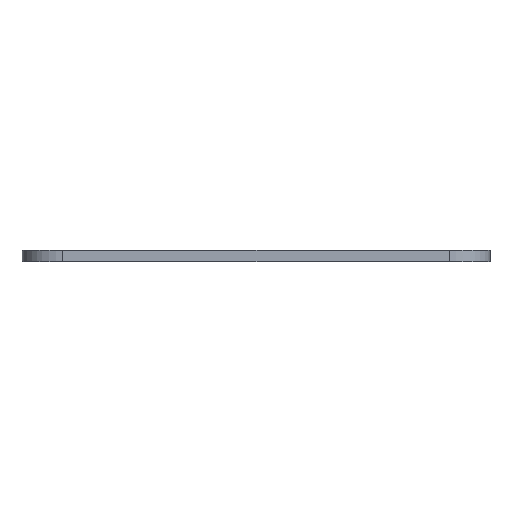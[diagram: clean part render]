
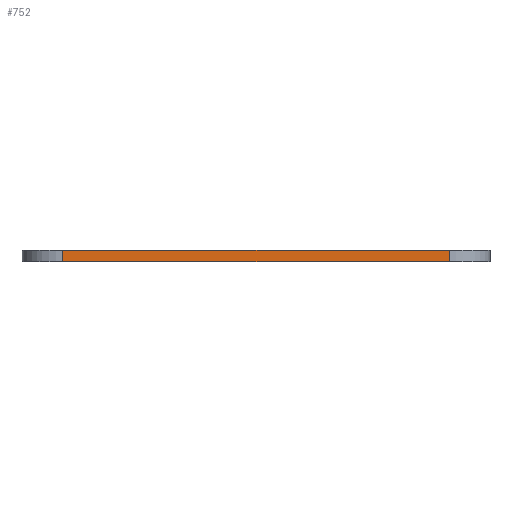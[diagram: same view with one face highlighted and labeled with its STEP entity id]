
A CAD part, left-side view. The second image highlights one B-rep face of the part: STEP entity #752.
In plain terms, the highlighted planar face has unit normal (-1, 0, 0).
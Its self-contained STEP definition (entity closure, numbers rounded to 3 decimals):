
#420=CARTESIAN_POINT('',(-20.,16.5,0.5));
#421=VERTEX_POINT('',#420);
#429=CARTESIAN_POINT('',(-20.,-16.5,0.5));
#430=VERTEX_POINT('',#429);
#431=CARTESIAN_POINT('',(-20.,-16.5,0.5));
#432=DIRECTION('',(0.0,1.0,0.0));
#433=VECTOR('',#432,33.0);
#434=LINE('',#431,#433);
#435=EDGE_CURVE('',#430,#421,#434,.T.);
#702=CARTESIAN_POINT('',(-20.,-16.5,-0.5));
#703=VERTEX_POINT('',#702);
#720=CARTESIAN_POINT('',(-20.,-16.5,0.5));
#721=DIRECTION('',(0.0,0.0,-1.0));
#722=VECTOR('',#721,1.0);
#723=LINE('',#720,#722);
#724=EDGE_CURVE('',#430,#703,#723,.T.);
#729=CARTESIAN_POINT('',(-20.,-20.0,0.0));
#730=DIRECTION('',(-1.0,0.0,0.0));
#731=DIRECTION('',(0.0,0.0,1.0));
#732=AXIS2_PLACEMENT_3D('',#729,#730,#731);
#733=PLANE('',#732);
#734=ORIENTED_EDGE('',*,*,#724,.F.);
#735=ORIENTED_EDGE('',*,*,#435,.T.);
#736=CARTESIAN_POINT('',(-20.,16.5,-0.5));
#737=VERTEX_POINT('',#736);
#738=CARTESIAN_POINT('',(-20.,16.5,-0.5));
#739=DIRECTION('',(0.0,0.0,1.0));
#740=VECTOR('',#739,1.0);
#741=LINE('',#738,#740);
#742=EDGE_CURVE('',#737,#421,#741,.T.);
#743=ORIENTED_EDGE('',*,*,#742,.F.);
#744=CARTESIAN_POINT('',(-20.,16.5,-0.5));
#745=DIRECTION('',(0.0,-1.0,0.0));
#746=VECTOR('',#745,33.0);
#747=LINE('',#744,#746);
#748=EDGE_CURVE('',#737,#703,#747,.T.);
#749=ORIENTED_EDGE('',*,*,#748,.T.);
#750=EDGE_LOOP('',(#734,#735,#743,#749));
#751=FACE_OUTER_BOUND('',#750,.T.);
#752=ADVANCED_FACE('',(#751),#733,.T.);
